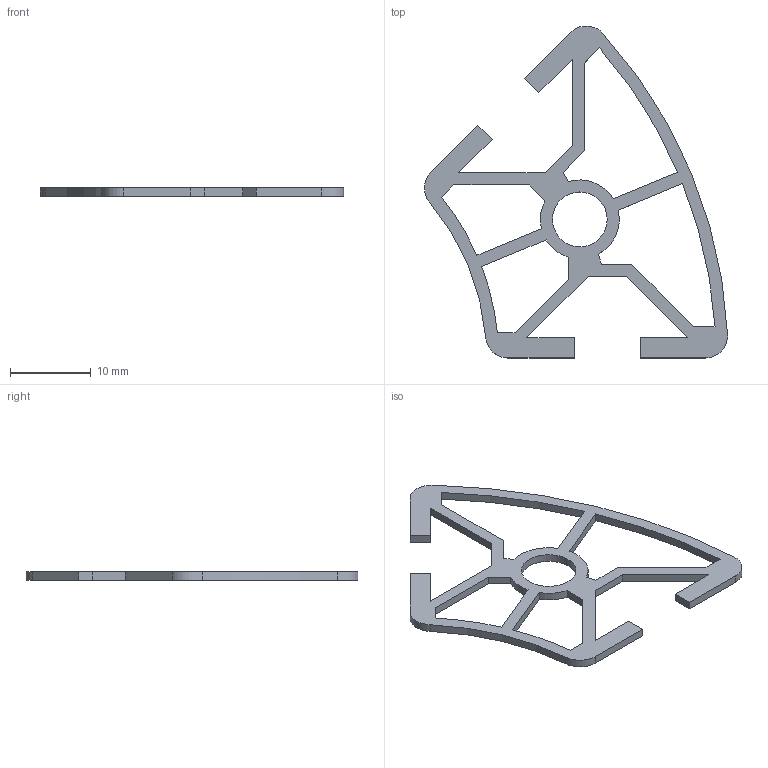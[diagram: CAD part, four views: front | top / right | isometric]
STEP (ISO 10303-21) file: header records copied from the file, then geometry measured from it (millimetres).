
FILE_DESCRIPTION((''),'2;1');
FILE_NAME('SP167_extern.ipt.step','2007-09-10T15:09:17',(''),(''),'Autodesk Inventor 11','Autodesk Inventor 11','');
FILE_SCHEMA(('AUTOMOTIVE_DESIGN { 1 0 10303 214 1 1 1 1 }'));
Length unit declared in the file: millimetre
Products named in the file (1): SP167_extern
Bounding box: 37.66 x 41.24 x 1 mm (x, y, z)
Volume: 364.4 mm3; surface area: 1120.2 mm2
Topology: 1 solids, 1 shells, 53 faces, 154 edges, 103 vertices
Faces by surface type: plane 36, cylinder 16, bspline 1
Entity records: 1792 total; most frequent: CARTESIAN_POINT 325, ORIENTED_EDGE 304, DIRECTION 292, EDGE_CURVE 152, VECTOR 118, LINE 118, VERTEX_POINT 102, AXIS2_PLACEMENT_3D 87
